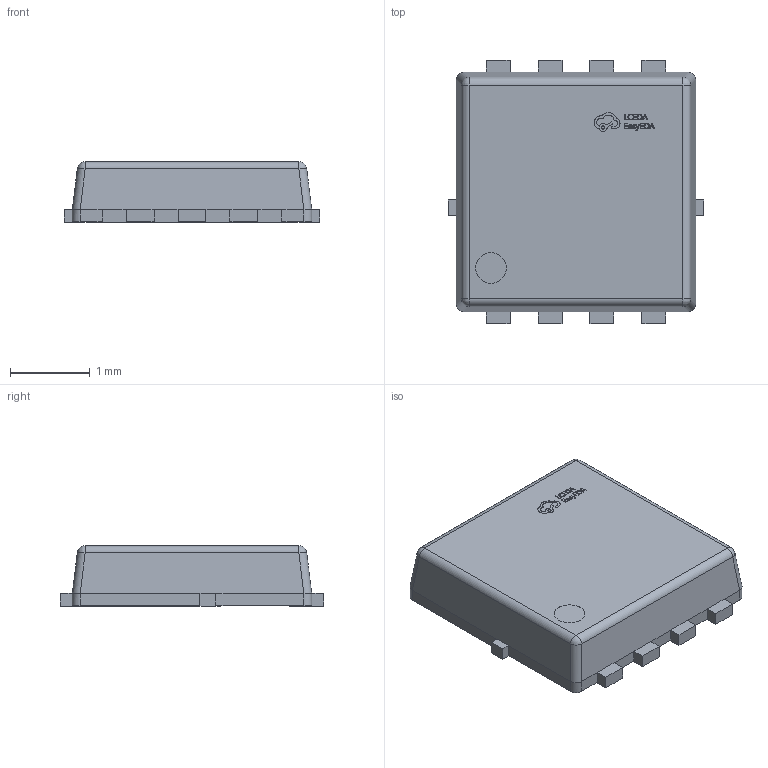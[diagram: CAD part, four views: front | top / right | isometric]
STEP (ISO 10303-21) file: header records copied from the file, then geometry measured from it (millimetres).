
FILE_DESCRIPTION (( 'STEP AP214' ), '1' );
FILE_NAME ('POWERPAK-1212-8_L3.3-W3.0-P0.65-LS3.3-BL-EP.step', '2022-07-09T04:00:44', ( '' ), ( '' ), 'SwSTEP 2.0', 'SolidWorks 2020', '' );
FILE_SCHEMA (( 'AUTOMOTIVE_DESIGN' ));
Length unit declared in the file: millimetre
Products named in the file (1): POWERPAK-1212-8_L3.3-W3.0-P0.65-LS3.3-BL-EP
Bounding box: 3.2 x 3.3 x 0.76 mm (x, y, z)
Volume: 6.6 mm3; surface area: 26.9 mm2
Topology: 1 solids, 1 shells, 390 faces, 1071 edges, 710 vertices
Faces by surface type: plane 256, bspline 112, cylinder 18, sphere 4
Entity records: 17763 total; most frequent: CARTESIAN_POINT 4312, ORIENTED_EDGE 2142, DIRECTION 1417, EDGE_CURVE 1071, VECTOR 803, LINE 803, VERTEX_POINT 710, EDGE_LOOP 417
